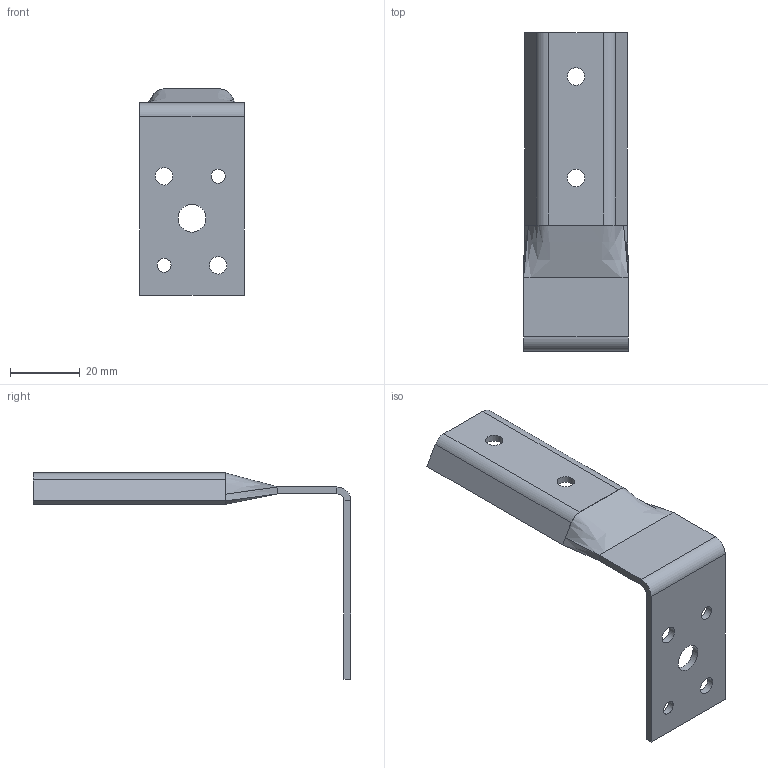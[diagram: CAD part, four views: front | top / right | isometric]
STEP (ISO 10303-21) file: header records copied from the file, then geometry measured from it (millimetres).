
FILE_DESCRIPTION(/* description */ (''),/* implementation_level */ '2;1');
FILE_NAME(/* name */ 'UDZ-H60-D5-8.ipt.stp',/* time_stamp */ '2023-05-18T15:11:41+03:00',/* author */ ('Петров Ю.Д.'),/* organization */ (''),/* preprocessor_version */ 'ST-DEVELOPER v19.2',/* originating_system */ 'Autodesk Inventor 2023',/* authorisation */ '');
FILE_SCHEMA (('AUTOMOTIVE_DESIGN { 1 0 10303 214 3 1 1 }'));
Length unit declared in the file: millimetre
Products named in the file (1): UDZ-H60-D5-8
Bounding box: 30 x 91 x 59 mm (x, y, z)
Volume: 8988 mm3; surface area: 10036.9 mm2
Topology: 2 solids, 2 shells, 49 faces, 111 edges, 66 vertices
Faces by surface type: plane 30, cylinder 13, bspline 6
Full cylindrical faces by diameter (mm): 4 x2, 5 x4, 8 x1
Entity records: 1612 total; most frequent: CARTESIAN_POINT 403, DIRECTION 223, ORIENTED_EDGE 222, EDGE_CURVE 111, LINE 83, VECTOR 83, AXIS2_PLACEMENT_3D 70, VERTEX_POINT 66
